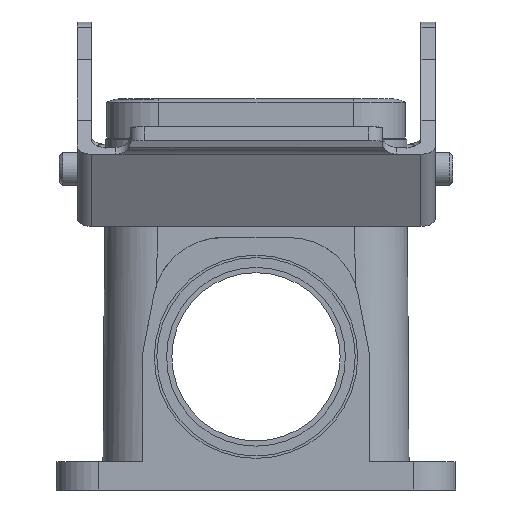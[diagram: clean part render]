
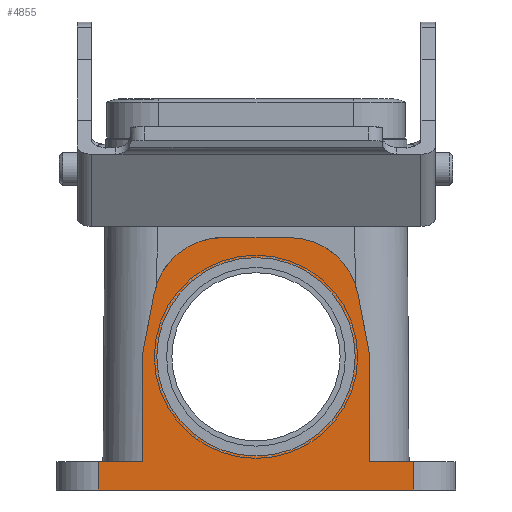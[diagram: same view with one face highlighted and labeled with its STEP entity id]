
A CAD part, left-side view. The second image highlights one B-rep face of the part: STEP entity #4855.
In plain terms, the highlighted planar face has unit normal (-1, 0, 0).
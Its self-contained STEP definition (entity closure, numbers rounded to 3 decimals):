
#3508=CARTESIAN_POINT('',(-58.5,22.5,-40.25));
#3509=VERTEX_POINT('',#3508);
#3517=CARTESIAN_POINT('',(-58.5,16.25,-40.25));
#3518=VERTEX_POINT('',#3517);
#3519=CARTESIAN_POINT('',(-58.5,22.5,-40.25));
#3520=DIRECTION('',(0.0,-1.0,0.0));
#3521=VECTOR('',#3520,6.25);
#3522=LINE('',#3519,#3521);
#3523=EDGE_CURVE('',#3509,#3518,#3522,.T.);
#3598=CARTESIAN_POINT('',(-58.5,-16.25,-40.25));
#3599=VERTEX_POINT('',#3598);
#3606=CARTESIAN_POINT('',(-58.5,-22.5,-40.25));
#3607=VERTEX_POINT('',#3606);
#3608=CARTESIAN_POINT('',(-58.5,-16.25,-40.25));
#3609=DIRECTION('',(0.0,-1.0,0.0));
#3610=VECTOR('',#3609,6.25);
#3611=LINE('',#3608,#3610);
#3612=EDGE_CURVE('',#3599,#3607,#3611,.T.);
#4388=CARTESIAN_POINT('',(-58.5,-4.731,-8.25));
#4389=VERTEX_POINT('',#4388);
#4406=CARTESIAN_POINT('',(-58.5,4.731,-8.25));
#4407=VERTEX_POINT('',#4406);
#4414=CARTESIAN_POINT('',(-58.5,4.731,-8.25));
#4415=DIRECTION('',(0.0,-1.0,0.0));
#4416=VECTOR('',#4415,9.461);
#4417=LINE('',#4414,#4416);
#4418=EDGE_CURVE('',#4407,#4389,#4417,.T.);
#4766=CARTESIAN_POINT('',(-58.5,28.5,-40.25));
#4767=DIRECTION('',(-1.0,0.0,0.0));
#4768=DIRECTION('',(0.0,0.0,1.0));
#4769=AXIS2_PLACEMENT_3D('',#4766,#4767,#4768);
#4770=PLANE('',#4769);
#4771=CARTESIAN_POINT('',(-58.5,16.25,-25.25));
#4772=VERTEX_POINT('',#4771);
#4773=CARTESIAN_POINT('',(-58.5,16.25,-40.25));
#4774=DIRECTION('',(0.0,0.0,1.0));
#4775=VECTOR('',#4774,15.0);
#4776=LINE('',#4773,#4775);
#4777=EDGE_CURVE('',#3518,#4772,#4776,.T.);
#4778=ORIENTED_EDGE('',*,*,#4777,.F.);
#4779=ORIENTED_EDGE('',*,*,#3523,.F.);
#4780=CARTESIAN_POINT('',(-58.5,22.5,-44.25));
#4781=VERTEX_POINT('',#4780);
#4782=CARTESIAN_POINT('',(-58.5,22.5,-40.25));
#4783=DIRECTION('',(0.0,0.0,-1.0));
#4784=VECTOR('',#4783,4.);
#4785=LINE('',#4782,#4784);
#4786=EDGE_CURVE('',#3509,#4781,#4785,.T.);
#4787=ORIENTED_EDGE('',*,*,#4786,.T.);
#4788=CARTESIAN_POINT('',(-58.5,-22.5,-44.25));
#4789=VERTEX_POINT('',#4788);
#4790=CARTESIAN_POINT('',(-58.5,22.5,-44.25));
#4791=DIRECTION('',(0.0,-1.0,0.0));
#4792=VECTOR('',#4791,45.0);
#4793=LINE('',#4790,#4792);
#4794=EDGE_CURVE('',#4781,#4789,#4793,.T.);
#4795=ORIENTED_EDGE('',*,*,#4794,.T.);
#4796=CARTESIAN_POINT('',(-58.5,-22.5,-44.25));
#4797=DIRECTION('',(0.0,0.0,1.0));
#4798=VECTOR('',#4797,4.);
#4799=LINE('',#4796,#4798);
#4800=EDGE_CURVE('',#4789,#3607,#4799,.T.);
#4801=ORIENTED_EDGE('',*,*,#4800,.T.);
#4802=ORIENTED_EDGE('',*,*,#3612,.F.);
#4803=CARTESIAN_POINT('',(-58.5,-16.25,-25.25));
#4804=VERTEX_POINT('',#4803);
#4805=CARTESIAN_POINT('',(-58.5,-16.25,-40.25));
#4806=DIRECTION('',(0.0,0.0,1.0));
#4807=VECTOR('',#4806,15.0);
#4808=LINE('',#4805,#4807);
#4809=EDGE_CURVE('',#3599,#4804,#4808,.T.);
#4810=ORIENTED_EDGE('',*,*,#4809,.T.);
#4811=CARTESIAN_POINT('',(-58.5,-14.553,-16.372));
#4812=VERTEX_POINT('',#4811);
#4813=CARTESIAN_POINT('',(-58.5,-16.25,-25.25));
#4814=DIRECTION('',(0.0,0.188,0.982));
#4815=VECTOR('',#4814,9.039);
#4816=LINE('',#4813,#4815);
#4817=EDGE_CURVE('',#4804,#4812,#4816,.T.);
#4818=ORIENTED_EDGE('',*,*,#4817,.T.);
#4819=CARTESIAN_POINT('',(-58.5,-4.731,-18.25));
#4820=DIRECTION('',(1.0,0.0,0.0));
#4821=DIRECTION('',(0.0,0.0,1.0));
#4822=AXIS2_PLACEMENT_3D('',#4819,#4820,#4821);
#4823=CIRCLE('',#4822,10.0);
#4824=EDGE_CURVE('',#4389,#4812,#4823,.T.);
#4825=ORIENTED_EDGE('',*,*,#4824,.F.);
#4826=ORIENTED_EDGE('',*,*,#4418,.F.);
#4827=CARTESIAN_POINT('',(-58.5,14.553,-16.372));
#4828=VERTEX_POINT('',#4827);
#4829=CARTESIAN_POINT('',(-58.5,4.731,-18.25));
#4830=DIRECTION('',(1.0,0.0,0.0));
#4831=DIRECTION('',(0.0,0.0,1.0));
#4832=AXIS2_PLACEMENT_3D('',#4829,#4830,#4831);
#4833=CIRCLE('',#4832,10.0);
#4834=EDGE_CURVE('',#4828,#4407,#4833,.T.);
#4835=ORIENTED_EDGE('',*,*,#4834,.F.);
#4836=CARTESIAN_POINT('',(-58.5,16.25,-25.25));
#4837=DIRECTION('',(0.0,-0.188,0.982));
#4838=VECTOR('',#4837,9.039);
#4839=LINE('',#4836,#4838);
#4840=EDGE_CURVE('',#4772,#4828,#4839,.T.);
#4841=ORIENTED_EDGE('',*,*,#4840,.F.);
#4842=EDGE_LOOP('',(#4778,#4779,#4787,#4795,#4801,#4802,#4810,#4818,#4825,#4826,#4835,#4841));
#4843=FACE_OUTER_BOUND('',#4842,.T.);
#4844=CARTESIAN_POINT('',(-58.5,0.0,-11.1));
#4845=VERTEX_POINT('',#4844);
#4846=CARTESIAN_POINT('',(-58.5,0.0,-25.25));
#4847=DIRECTION('',(-1.0,0.0,0.0));
#4848=DIRECTION('',(0.0,0.0,1.0));
#4849=AXIS2_PLACEMENT_3D('',#4846,#4847,#4848);
#4850=CIRCLE('',#4849,14.15);
#4851=EDGE_CURVE('',#4845,#4845,#4850,.T.);
#4852=ORIENTED_EDGE('',*,*,#4851,.F.);
#4853=EDGE_LOOP('',(#4852));
#4854=FACE_BOUND('',#4853,.T.);
#4855=ADVANCED_FACE('',(#4843,#4854),#4770,.T.);
